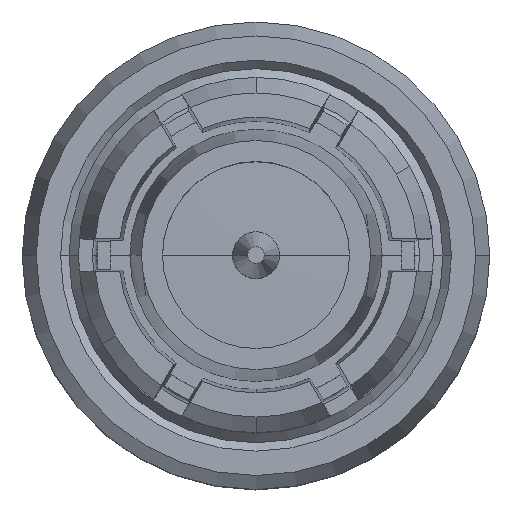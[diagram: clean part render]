
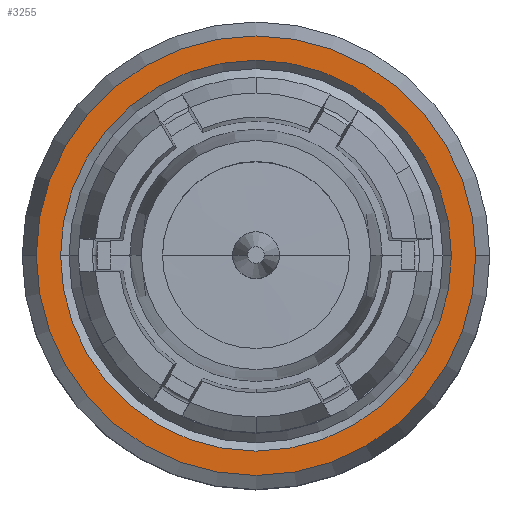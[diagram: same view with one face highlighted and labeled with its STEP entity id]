
A CAD part, top view. The second image highlights one B-rep face of the part: STEP entity #3255.
In plain terms, the highlighted planar face has unit normal (0, 0, 1).
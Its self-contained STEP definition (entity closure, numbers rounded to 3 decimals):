
#685 = DIRECTION ( 'NONE',  ( -1., 0., 0. ) ) ;
#686 = DIRECTION ( 'NONE',  ( 0., 0., -1. ) ) ;
#687 = CARTESIAN_POINT ( 'NONE',  ( 0., 0., -4.3 ) ) ;
#697 = PLANE ( 'NONE',  #2267 ) ;
#1410 = CIRCLE ( 'NONE', #3578, 2.35 ) ;
#1585 = DIRECTION ( 'NONE',  ( 0., 0., 1. ) ) ;
#1609 = CARTESIAN_POINT ( 'NONE',  ( 0., 0., -4.3 ) ) ;
#1613 = DIRECTION ( 'NONE',  ( 1., 0., 0. ) ) ;
#1745 = DIRECTION ( 'NONE',  ( 0., 0., -1. ) ) ;
#1756 = CARTESIAN_POINT ( 'NONE',  ( 0., 0., -4.3 ) ) ;
#1757 = DIRECTION ( 'NONE',  ( -1., 0., 0. ) ) ;
#2017 = CIRCLE ( 'NONE', #3610, 2.35 ) ;
#2026 = CIRCLE ( 'NONE', #3572, 2.09 ) ;
#2057 = EDGE_CURVE ( 'NONE', #5256, #5238, #2026, .T. ) ;
#2071 = EDGE_CURVE ( 'NONE', #5260, #2804, #1410, .T. ) ;
#2131 = EDGE_CURVE ( 'NONE', #2804, #5260, #2017, .T. ) ;
#2152 = EDGE_CURVE ( 'NONE', #5238, #5256, #2616, .T. ) ;
#2267 = AXIS2_PLACEMENT_3D ( 'NONE', #687, #686, #685 ) ;
#2616 = CIRCLE ( 'NONE', #3631, 2.09 ) ;
#2804 = VERTEX_POINT ( 'NONE', #4997 ) ;
#2939 = ORIENTED_EDGE ( 'NONE', *, *, #2131, .T. ) ;
#2941 = ORIENTED_EDGE ( 'NONE', *, *, #2071, .T. ) ;
#2971 = ORIENTED_EDGE ( 'NONE', *, *, #2057, .T. ) ;
#2976 = ORIENTED_EDGE ( 'NONE', *, *, #2152, .T. ) ;
#3255 = ADVANCED_FACE ( 'NONE', ( #3495, #3499 ), #697, .F. ) ;
#3495 = FACE_BOUND ( 'NONE', #5332, .T. ) ;
#3499 = FACE_OUTER_BOUND ( 'NONE', #5188, .T. ) ;
#3572 = AXIS2_PLACEMENT_3D ( 'NONE', #1756, #1745, #1757 ) ;
#3578 = AXIS2_PLACEMENT_3D ( 'NONE', #1609, #1585, #1613 ) ;
#3610 = AXIS2_PLACEMENT_3D ( 'NONE', #6833, #6832, #6830 ) ;
#3631 = AXIS2_PLACEMENT_3D ( 'NONE', #5096, #5075, #5095 ) ;
#4997 = CARTESIAN_POINT ( 'NONE',  ( -2.35, 0., -4.3 ) ) ;
#5075 = DIRECTION ( 'NONE',  ( 0., 0., -1. ) ) ;
#5095 = DIRECTION ( 'NONE',  ( -1., 0., 0. ) ) ;
#5096 = CARTESIAN_POINT ( 'NONE',  ( 0., 0., -4.3 ) ) ;
#5188 = EDGE_LOOP ( 'NONE', ( #2939, #2941 ) ) ;
#5238 = VERTEX_POINT ( 'NONE', #5705 ) ;
#5256 = VERTEX_POINT ( 'NONE', #5715 ) ;
#5260 = VERTEX_POINT ( 'NONE', #5716 ) ;
#5332 = EDGE_LOOP ( 'NONE', ( #2971, #2976 ) ) ;
#5705 = CARTESIAN_POINT ( 'NONE',  ( -2.09, 0., -4.3 ) ) ;
#5715 = CARTESIAN_POINT ( 'NONE',  ( 2.09, 0., -4.3 ) ) ;
#5716 = CARTESIAN_POINT ( 'NONE',  ( 2.35, 0., -4.3 ) ) ;
#6830 = DIRECTION ( 'NONE',  ( 1., 0., 0. ) ) ;
#6832 = DIRECTION ( 'NONE',  ( 0., 0., 1. ) ) ;
#6833 = CARTESIAN_POINT ( 'NONE',  ( 0., 0., -4.3 ) ) ;
